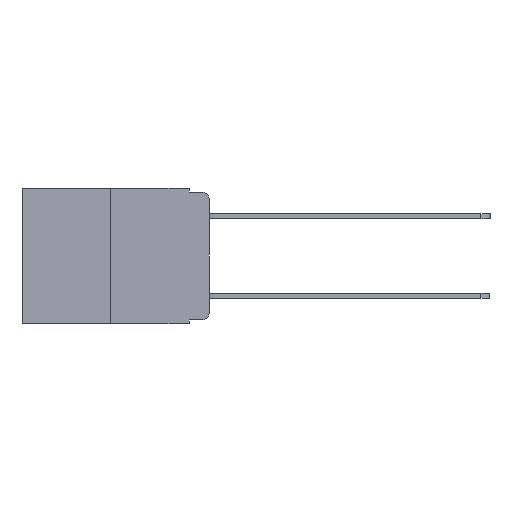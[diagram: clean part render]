
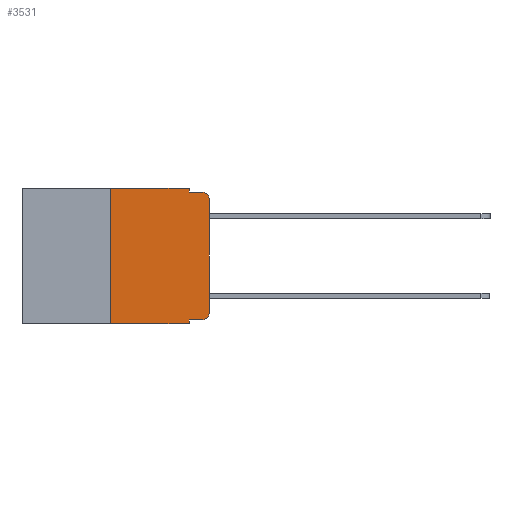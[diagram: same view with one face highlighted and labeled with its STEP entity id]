
A CAD part, left-side view. The second image highlights one B-rep face of the part: STEP entity #3531.
In plain terms, the highlighted planar face has unit normal (-1, 0, 0).
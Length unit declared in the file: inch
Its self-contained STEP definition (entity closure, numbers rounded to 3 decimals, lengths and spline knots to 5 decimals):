
#73 = EDGE_LOOP ( 'NONE', ( #16842, #19930, #19605, #23535, #6188, #19636, #8655, #7004, #5800, #21736 ) ) ;
#507 = VERTEX_POINT ( 'NONE', #19871 ) ;
#550 = DIRECTION ( 'NONE',  ( 0., 0., -1. ) ) ;
#2048 = VECTOR ( 'NONE', #2457, 39.37008 ) ;
#2457 = DIRECTION ( 'NONE',  ( 0., -1., 0. ) ) ;
#2504 = CARTESIAN_POINT ( 'NONE',  ( 0., 0.051, 0. ) ) ;
#2700 = AXIS2_PLACEMENT_3D ( 'NONE', #19254, #7601, #21186 ) ;
#3374 = VERTEX_POINT ( 'NONE', #11802 ) ;
#3531 = ADVANCED_FACE ( 'NONE', ( #6854 ), #8574, .F. ) ;
#3788 = VERTEX_POINT ( 'NONE', #22879 ) ;
#4436 = DIRECTION ( 'NONE',  ( 0., -1., 0. ) ) ;
#4447 = CARTESIAN_POINT ( 'NONE',  ( 0., 0.25, 0. ) ) ;
#4542 = VECTOR ( 'NONE', #4436, 39.37008 ) ;
#4766 = VECTOR ( 'NONE', #17016, 39.37008 ) ;
#4930 = EDGE_CURVE ( 'NONE', #9694, #3788, #11290, .T. ) ;
#5767 = EDGE_CURVE ( 'NONE', #507, #14962, #17986, .T. ) ;
#5800 = ORIENTED_EDGE ( 'NONE', *, *, #20498, .T. ) ;
#5932 = DIRECTION ( 'NONE',  ( 0., 0., 1. ) ) ;
#6188 = ORIENTED_EDGE ( 'NONE', *, *, #12525, .F. ) ;
#6500 = DIRECTION ( 'NONE',  ( -1., 0., 0. ) ) ;
#6854 = FACE_OUTER_BOUND ( 'NONE', #73, .T. ) ;
#6897 = AXIS2_PLACEMENT_3D ( 'NONE', #18216, #6500, #20159 ) ;
#6952 = EDGE_CURVE ( 'NONE', #8517, #3788, #12418, .T. ) ;
#7004 = ORIENTED_EDGE ( 'NONE', *, *, #6952, .F. ) ;
#7601 = DIRECTION ( 'NONE',  ( -1., 0., 0. ) ) ;
#7964 = CARTESIAN_POINT ( 'NONE',  ( 0., 0., -0.03 ) ) ;
#8253 = CARTESIAN_POINT ( 'NONE',  ( 0., 0.02, -0.01 ) ) ;
#8509 = VERTEX_POINT ( 'NONE', #22980 ) ;
#8517 = VERTEX_POINT ( 'NONE', #17153 ) ;
#8574 = PLANE ( 'NONE',  #23590 ) ;
#8655 = ORIENTED_EDGE ( 'NONE', *, *, #4930, .T. ) ;
#9278 = CARTESIAN_POINT ( 'NONE',  ( 0., 0.473, -0.343 ) ) ;
#9620 = EDGE_CURVE ( 'NONE', #14962, #10485, #14738, .T. ) ;
#9694 = VERTEX_POINT ( 'NONE', #25221 ) ;
#9778 = CARTESIAN_POINT ( 'NONE',  ( 0., 0.051, -0.01 ) ) ;
#10278 = CARTESIAN_POINT ( 'NONE',  ( 0., 0.051, -0.333 ) ) ;
#10485 = VERTEX_POINT ( 'NONE', #8253 ) ;
#10819 = CIRCLE ( 'NONE', #6897, 0.02 ) ;
#10916 = DIRECTION ( 'NONE',  ( 0., 0., 1. ) ) ;
#11290 = LINE ( 'NONE', #9278, #15857 ) ;
#11802 = CARTESIAN_POINT ( 'NONE',  ( 0., 0.051, 0. ) ) ;
#12171 = VECTOR ( 'NONE', #5932, 39.37008 ) ;
#12418 = LINE ( 'NONE', #2504, #21531 ) ;
#12459 = DIRECTION ( 'NONE',  ( 0., 0., -1. ) ) ;
#12525 = EDGE_CURVE ( 'NONE', #20832, #3374, #22918, .T. ) ;
#13360 = LINE ( 'NONE', #9778, #23708 ) ;
#14738 = CIRCLE ( 'NONE', #2700, 0.02 ) ;
#14962 = VERTEX_POINT ( 'NONE', #7964 ) ;
#15068 = CARTESIAN_POINT ( 'NONE',  ( 0., 0.051, 0. ) ) ;
#15689 = CARTESIAN_POINT ( 'NONE',  ( 0., 0., 0. ) ) ;
#15857 = VECTOR ( 'NONE', #18970, 39.37008 ) ;
#15996 = VERTEX_POINT ( 'NONE', #21002 ) ;
#16842 = ORIENTED_EDGE ( 'NONE', *, *, #5767, .T. ) ;
#17016 = DIRECTION ( 'NONE',  ( 0., 0., -1. ) ) ;
#17153 = CARTESIAN_POINT ( 'NONE',  ( 0., 0.051, -0.333 ) ) ;
#17986 = LINE ( 'NONE', #15689, #12171 ) ;
#18216 = CARTESIAN_POINT ( 'NONE',  ( 0., 0.02, -0.313 ) ) ;
#18265 = CARTESIAN_POINT ( 'NONE',  ( 0., 0.473, 0. ) ) ;
#18881 = VECTOR ( 'NONE', #10916, 39.37008 ) ;
#18970 = DIRECTION ( 'NONE',  ( 0., -1., 0. ) ) ;
#19254 = CARTESIAN_POINT ( 'NONE',  ( 0., 0.02, -0.03 ) ) ;
#19342 = EDGE_CURVE ( 'NONE', #15996, #507, #10819, .T. ) ;
#19605 = ORIENTED_EDGE ( 'NONE', *, *, #23218, .F. ) ;
#19636 = ORIENTED_EDGE ( 'NONE', *, *, #22276, .F. ) ;
#19871 = CARTESIAN_POINT ( 'NONE',  ( 0., 0., -0.313 ) ) ;
#19930 = ORIENTED_EDGE ( 'NONE', *, *, #9620, .T. ) ;
#20159 = DIRECTION ( 'NONE',  ( 0., 0., -1. ) ) ;
#20166 = LINE ( 'NONE', #10278, #4542 ) ;
#20368 = LINE ( 'NONE', #15068, #4766 ) ;
#20498 = EDGE_CURVE ( 'NONE', #8517, #15996, #20166, .T. ) ;
#20832 = VERTEX_POINT ( 'NONE', #4447 ) ;
#21002 = CARTESIAN_POINT ( 'NONE',  ( 0., 0.02, -0.333 ) ) ;
#21186 = DIRECTION ( 'NONE',  ( 0., 0., -1. ) ) ;
#21531 = VECTOR ( 'NONE', #550, 39.37008 ) ;
#21736 = ORIENTED_EDGE ( 'NONE', *, *, #19342, .T. ) ;
#22025 = CARTESIAN_POINT ( 'NONE',  ( 0., 0.473, 0. ) ) ;
#22276 = EDGE_CURVE ( 'NONE', #9694, #20832, #24589, .T. ) ;
#22438 = CARTESIAN_POINT ( 'NONE',  ( 0., 0.25, 0. ) ) ;
#22879 = CARTESIAN_POINT ( 'NONE',  ( 0., 0.051, -0.343 ) ) ;
#22918 = LINE ( 'NONE', #22025, #2048 ) ;
#22980 = CARTESIAN_POINT ( 'NONE',  ( 0., 0.051, -0.01 ) ) ;
#23218 = EDGE_CURVE ( 'NONE', #8509, #10485, #13360, .T. ) ;
#23220 = DIRECTION ( 'NONE',  ( 0., -1., 0. ) ) ;
#23535 = ORIENTED_EDGE ( 'NONE', *, *, #23559, .F. ) ;
#23559 = EDGE_CURVE ( 'NONE', #3374, #8509, #20368, .T. ) ;
#23590 = AXIS2_PLACEMENT_3D ( 'NONE', #18265, #24083, #12459 ) ;
#23708 = VECTOR ( 'NONE', #23220, 39.37008 ) ;
#24083 = DIRECTION ( 'NONE',  ( 1., 0., 0. ) ) ;
#24589 = LINE ( 'NONE', #22438, #18881 ) ;
#25221 = CARTESIAN_POINT ( 'NONE',  ( 0., 0.25, -0.343 ) ) ;
